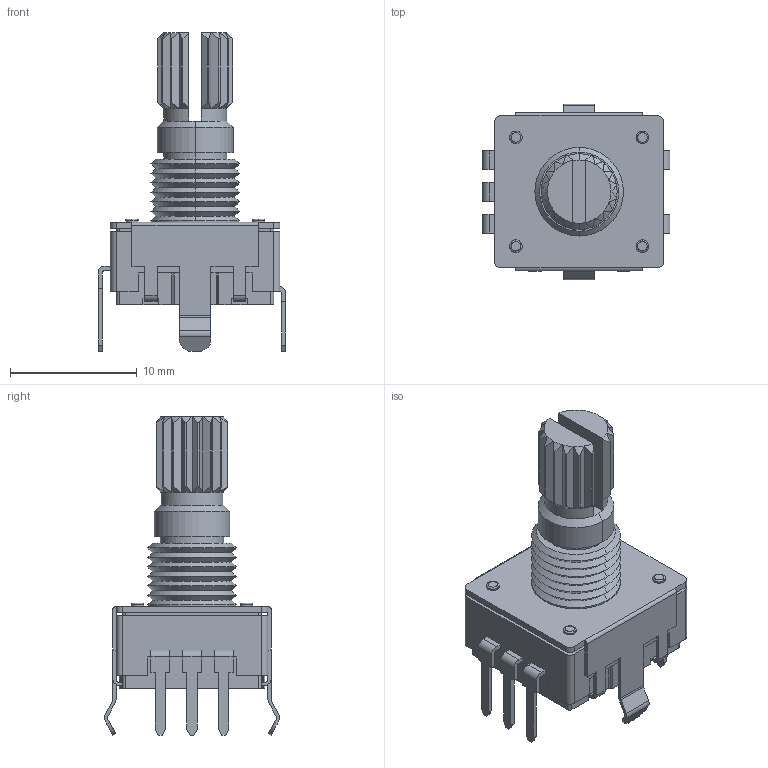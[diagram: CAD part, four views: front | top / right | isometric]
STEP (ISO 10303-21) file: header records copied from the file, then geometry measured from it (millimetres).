
FILE_DESCRIPTION(('FreeCAD Model'),'2;1');
FILE_NAME('Blake''s KiCad Library/kicad-packages3d/src\PEC11R_4215K_L13_8_W12_4_H21_5_cp.step', '2019-06-08T21:13:32',('kicad StepUp'),('ksu MCAD'), 'Open CASCADE STEP processor 7.3','FreeCAD','Unknown');
FILE_SCHEMA(('AUTOMOTIVE_DESIGN { 1 0 10303 214 1 1 1 1 }'));
Length unit declared in the file: millimetre
Products named in the file (1): PEC11R_4215K_L13_8_W12_4_H21_5_cp
Bounding box: 14.85 x 13.86 x 25.2 mm (x, y, z)
Volume: 1400.9 mm3; surface area: 1381.7 mm2
Topology: 1 solids, 1 shells, 413 faces, 1131 edges, 730 vertices
Faces by surface type: plane 253, cylinder 92, cone 60, torus 8
Entity records: 16023 total; most frequent: CARTESIAN_POINT 2563, ORIENTED_EDGE 2248, DIRECTION 2163, EDGE_CURVE 1124, LINE 783, VECTOR 783, VERTEX_POINT 716, AXIS2_PLACEMENT_3D 690
